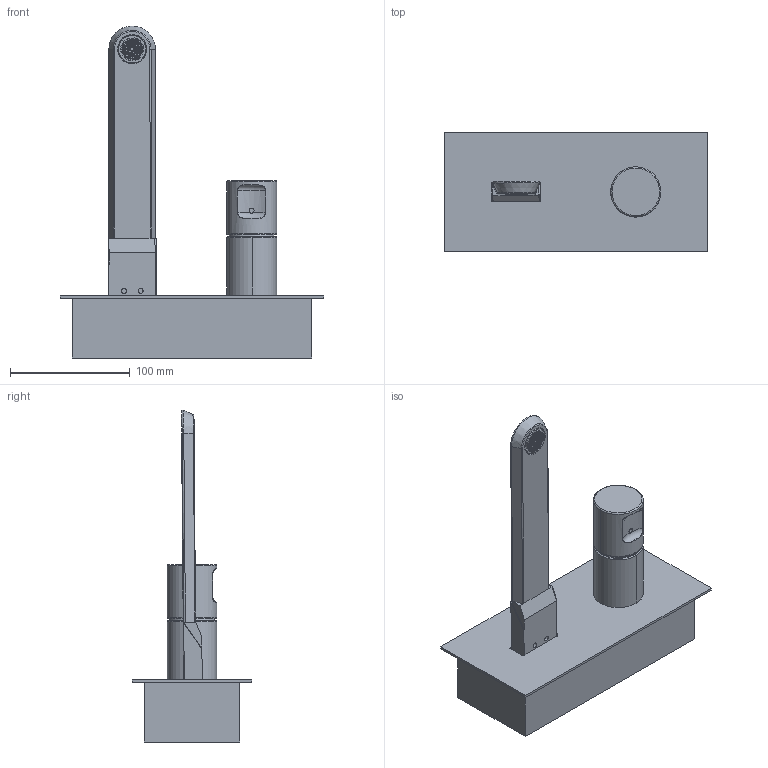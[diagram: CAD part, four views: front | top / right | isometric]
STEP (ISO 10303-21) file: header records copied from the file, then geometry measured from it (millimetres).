
FILE_DESCRIPTION (( 'STEP AP214' ), '1' );
FILE_NAME ('24034.STEP', '2023-09-14T06:56:25', ( '' ), ( '' ), 'SwSTEP 2.0', 'SolidWorks 2018', '' );
FILE_SCHEMA (( 'AUTOMOTIVE_DESIGN' ));
Length unit declared in the file: millimetre
Products named in the file (1): 24034
Bounding box: 220 x 100 x 277.7 mm (x, y, z)
Surface area: 133484.8 mm2 (no closed solid volume)
Topology: 0 solids, 10 shells, 264 faces, 767 edges, 509 vertices
Faces by surface type: cylinder 197, plane 47, torus 12, bspline 5, cone 3
Entity records: 12376 total; most frequent: CARTESIAN_POINT 2182, DIRECTION 1684, ORIENTED_EDGE 1308, EDGE_CURVE 767, AXIS2_PLACEMENT_3D 687, VERTEX_POINT 509, CIRCLE 427, EDGE_LOOP 354
